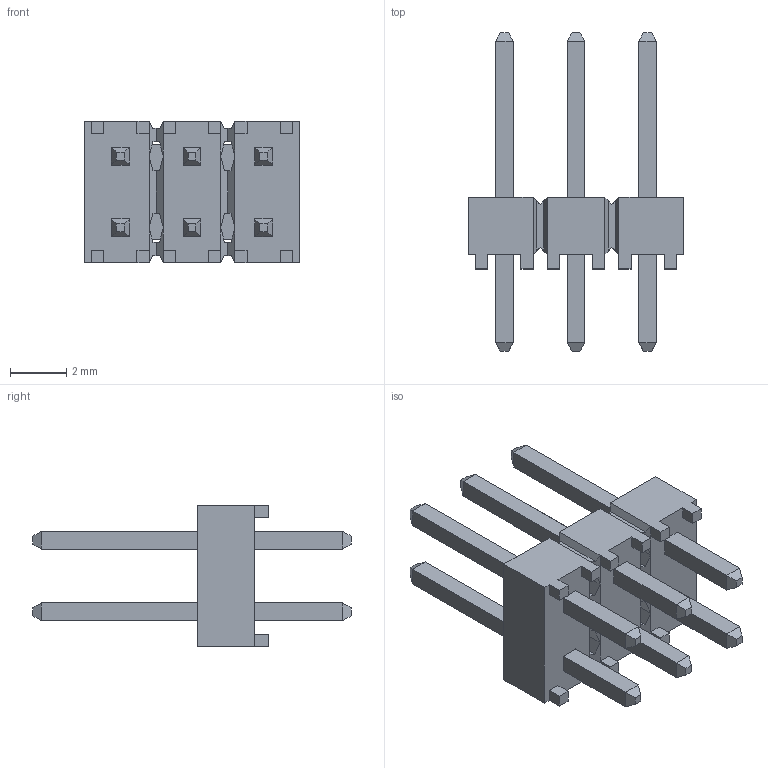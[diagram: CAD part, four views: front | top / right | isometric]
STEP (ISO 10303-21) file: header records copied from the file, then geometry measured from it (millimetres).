
FILE_DESCRIPTION(/* description */ ('STEP AP214'),/* implementation_level */ '2;1');
FILE_NAME(/* name */ 'HTSW-103-23-L-D',/* time_stamp */ '2022-10-07T21:10:05+02:00',/* author */ ('License CC BY-ND 4.0'),/* organization */ ('CADENAS'),/* preprocessor_version */ 'ST-DEVELOPER v18.102',/* originating_system */ 'PARTsolutions',/* authorisation */ ' ');
FILE_SCHEMA (('AUTOMOTIVE_DESIGN {1 0 10303 214 3 1 1}'));
Length unit declared in the file: inch
Products named in the file (3): HTSW-103-23-L-D; T-1S6-16-HTSW-1--23-3-D; HTSW-103-23-L-D_body
Assembly tree (2 placements, depth 2):
  HTSW-103-23-L-D
    T-1S6-16-HTSW-1--23-3-D
    HTSW-103-23-L-D_body
Bounding box: 7.62 x 11.3 x 5.03 mm (x, y, z)
Volume: 98.5 mm3; surface area: 392.1 mm2
Topology: 2 solids, 2 shells, 260 faces, 652 edges, 400 vertices
Faces by surface type: plane 260
Entity records: 7582 total; most frequent: CARTESIAN_POINT 1315, ORIENTED_EDGE 1304, DIRECTION 1178, EDGE_CURVE 652, LINE 652, VECTOR 652, VERTEX_POINT 400, EDGE_LOOP 284
